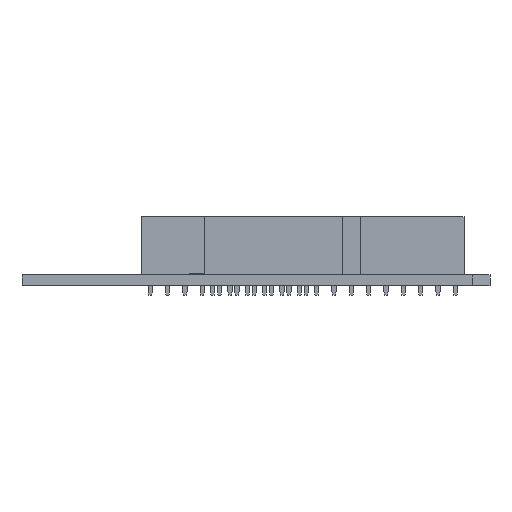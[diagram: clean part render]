
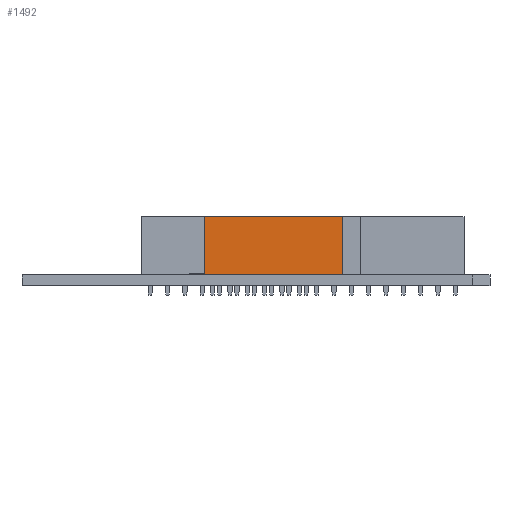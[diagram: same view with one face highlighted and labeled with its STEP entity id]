
A CAD part, left-side view. The second image highlights one B-rep face of the part: STEP entity #1492.
In plain terms, the highlighted face is planar.
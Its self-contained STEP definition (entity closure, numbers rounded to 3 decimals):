
#976 = VERTEX_POINT('',#977);
#977 = CARTESIAN_POINT('',(1.25,1.27,8.5));
#983 = EDGE_CURVE('',#984,#976,#986,.T.);
#984 = VERTEX_POINT('',#985);
#985 = CARTESIAN_POINT('',(1.25,1.27,0.));
#986 = LINE('',#987,#988);
#987 = CARTESIAN_POINT('',(1.25,1.27,0.));
#988 = VECTOR('',#989,1.);
#989 = DIRECTION('',(0.,0.,1.));
#1475 = VERTEX_POINT('',#1476);
#1476 = CARTESIAN_POINT('',(1.25,-19.05,0.));
#1482 = EDGE_CURVE('',#984,#1475,#1483,.T.);
#1483 = LINE('',#1484,#1485);
#1484 = CARTESIAN_POINT('',(1.25,1.27,0.));
#1485 = VECTOR('',#1486,1.);
#1486 = DIRECTION('',(0.,-1.,0.));
#1492 = ADVANCED_FACE('',(#1493),#1511,.T.);
#1493 = FACE_BOUND('',#1494,.T.);
#1494 = EDGE_LOOP('',(#1495,#1496,#1504,#1510));
#1495 = ORIENTED_EDGE('',*,*,#983,.T.);
#1496 = ORIENTED_EDGE('',*,*,#1497,.T.);
#1497 = EDGE_CURVE('',#976,#1498,#1500,.T.);
#1498 = VERTEX_POINT('',#1499);
#1499 = CARTESIAN_POINT('',(1.25,-19.05,8.5));
#1500 = LINE('',#1501,#1502);
#1501 = CARTESIAN_POINT('',(1.25,1.27,8.5));
#1502 = VECTOR('',#1503,1.);
#1503 = DIRECTION('',(0.,-1.,0.));
#1504 = ORIENTED_EDGE('',*,*,#1505,.F.);
#1505 = EDGE_CURVE('',#1475,#1498,#1506,.T.);
#1506 = LINE('',#1507,#1508);
#1507 = CARTESIAN_POINT('',(1.25,-19.05,0.));
#1508 = VECTOR('',#1509,1.);
#1509 = DIRECTION('',(0.,0.,1.));
#1510 = ORIENTED_EDGE('',*,*,#1482,.F.);
#1511 = PLANE('',#1512);
#1512 = AXIS2_PLACEMENT_3D('',#1513,#1514,#1515);
#1513 = CARTESIAN_POINT('',(1.25,1.27,0.));
#1514 = DIRECTION('',(1.,0.,0.));
#1515 = DIRECTION('',(0.,-1.,0.));
